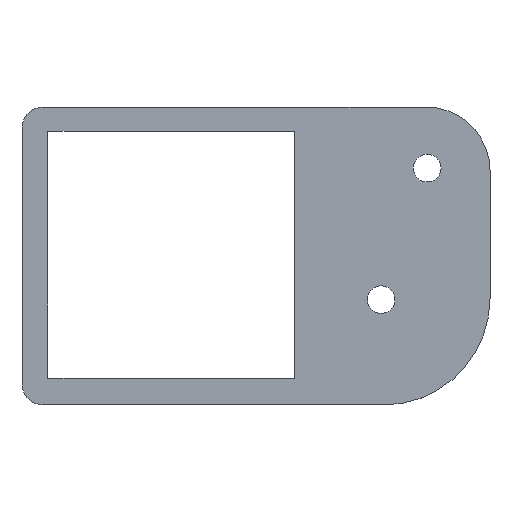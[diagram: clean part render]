
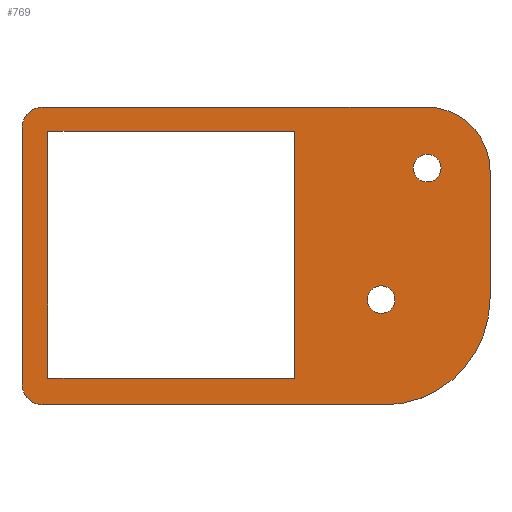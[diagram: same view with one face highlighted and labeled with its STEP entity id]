
A CAD part, top view. The second image highlights one B-rep face of the part: STEP entity #769.
In plain terms, the highlighted planar face has unit normal (0, 0, 1).
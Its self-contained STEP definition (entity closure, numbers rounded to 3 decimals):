
#241 = VERTEX_POINT('',#242);
#242 = CARTESIAN_POINT('',(55.,-10.,1.5));
#248 = EDGE_CURVE('',#241,#249,#251,.T.);
#249 = VERTEX_POINT('',#250);
#250 = CARTESIAN_POINT('',(55.,20.,1.5));
#251 = LINE('',#252,#253);
#252 = CARTESIAN_POINT('',(55.,-35.,1.5));
#253 = VECTOR('',#254,1.);
#254 = DIRECTION('',(0.,1.,0.));
#272 = VERTEX_POINT('',#273);
#273 = CARTESIAN_POINT('',(30.,-35.,1.5));
#279 = EDGE_CURVE('',#241,#272,#280,.T.);
#280 = CIRCLE('',#281,25.);
#281 = AXIS2_PLACEMENT_3D('',#282,#283,#284);
#282 = CARTESIAN_POINT('',(30.,-10.,1.5));
#283 = DIRECTION('',(-0.,-0.,-1.));
#284 = DIRECTION('',(0.,-1.,0.));
#297 = EDGE_CURVE('',#298,#249,#300,.T.);
#298 = VERTEX_POINT('',#299);
#299 = CARTESIAN_POINT('',(40.,35.,1.5));
#300 = CIRCLE('',#301,15.);
#301 = AXIS2_PLACEMENT_3D('',#302,#303,#304);
#302 = CARTESIAN_POINT('',(40.,20.,1.5));
#303 = DIRECTION('',(-0.,-0.,-1.));
#304 = DIRECTION('',(0.,-1.,0.));
#322 = VERTEX_POINT('',#323);
#323 = CARTESIAN_POINT('',(-50.,-35.,1.5));
#329 = EDGE_CURVE('',#322,#272,#330,.T.);
#330 = LINE('',#331,#332);
#331 = CARTESIAN_POINT('',(-55.,-35.,1.5));
#332 = VECTOR('',#333,1.);
#333 = DIRECTION('',(1.,0.,0.));
#346 = EDGE_CURVE('',#298,#347,#349,.T.);
#347 = VERTEX_POINT('',#348);
#348 = CARTESIAN_POINT('',(-50.,35.,1.5));
#349 = LINE('',#350,#351);
#350 = CARTESIAN_POINT('',(55.,35.,1.5));
#351 = VECTOR('',#352,1.);
#352 = DIRECTION('',(-1.,0.,0.));
#370 = EDGE_CURVE('',#371,#322,#373,.T.);
#371 = VERTEX_POINT('',#372);
#372 = CARTESIAN_POINT('',(-55.,-30.,1.5));
#373 = CIRCLE('',#374,5.);
#374 = AXIS2_PLACEMENT_3D('',#375,#376,#377);
#375 = CARTESIAN_POINT('',(-50.,-30.,1.5));
#376 = DIRECTION('',(-0.,0.,1.));
#377 = DIRECTION('',(0.,-1.,0.));
#395 = EDGE_CURVE('',#396,#347,#398,.T.);
#396 = VERTEX_POINT('',#397);
#397 = CARTESIAN_POINT('',(-55.,30.,1.5));
#398 = CIRCLE('',#399,5.);
#399 = AXIS2_PLACEMENT_3D('',#400,#401,#402);
#400 = CARTESIAN_POINT('',(-50.,30.,1.5));
#401 = DIRECTION('',(-0.,-0.,-1.));
#402 = DIRECTION('',(0.,-1.,0.));
#420 = EDGE_CURVE('',#396,#371,#421,.T.);
#421 = LINE('',#422,#423);
#422 = CARTESIAN_POINT('',(-55.,35.,1.5));
#423 = VECTOR('',#424,1.);
#424 = DIRECTION('',(0.,-1.,0.));
#627 = EDGE_CURVE('',#628,#628,#630,.T.);
#628 = VERTEX_POINT('',#629);
#629 = CARTESIAN_POINT('',(32.67,-10.26,1.5));
#630 = CIRCLE('',#631,3.25);
#631 = AXIS2_PLACEMENT_3D('',#632,#633,#634);
#632 = CARTESIAN_POINT('',(29.42,-10.26,1.5));
#633 = DIRECTION('',(0.,0.,1.));
#634 = DIRECTION('',(1.,0.,0.));
#652 = EDGE_CURVE('',#653,#655,#657,.T.);
#653 = VERTEX_POINT('',#654);
#654 = CARTESIAN_POINT('',(-48.9,29.27,1.5));
#655 = VERTEX_POINT('',#656);
#656 = CARTESIAN_POINT('',(-48.9,-28.73,1.5));
#657 = LINE('',#658,#659);
#658 = CARTESIAN_POINT('',(-48.9,29.27,1.5));
#659 = VECTOR('',#660,1.);
#660 = DIRECTION('',(0.,-1.,0.));
#683 = EDGE_CURVE('',#684,#653,#686,.T.);
#684 = VERTEX_POINT('',#685);
#685 = CARTESIAN_POINT('',(9.1,29.27,1.5));
#686 = LINE('',#687,#688);
#687 = CARTESIAN_POINT('',(9.1,29.27,1.5));
#688 = VECTOR('',#689,1.);
#689 = DIRECTION('',(-1.,0.,0.));
#707 = EDGE_CURVE('',#655,#708,#710,.T.);
#708 = VERTEX_POINT('',#709);
#709 = CARTESIAN_POINT('',(9.1,-28.73,1.5));
#710 = LINE('',#711,#712);
#711 = CARTESIAN_POINT('',(-48.9,-28.73,1.5));
#712 = VECTOR('',#713,1.);
#713 = DIRECTION('',(1.,0.,0.));
#731 = EDGE_CURVE('',#708,#684,#732,.T.);
#732 = LINE('',#733,#734);
#733 = CARTESIAN_POINT('',(9.1,-28.73,1.5));
#734 = VECTOR('',#735,1.);
#735 = DIRECTION('',(0.,1.,0.));
#748 = EDGE_CURVE('',#749,#749,#751,.T.);
#749 = VERTEX_POINT('',#750);
#750 = CARTESIAN_POINT('',(43.5,20.65,1.5));
#751 = CIRCLE('',#752,3.25);
#752 = AXIS2_PLACEMENT_3D('',#753,#754,#755);
#753 = CARTESIAN_POINT('',(40.25,20.65,1.5));
#754 = DIRECTION('',(0.,0.,1.));
#755 = DIRECTION('',(1.,0.,0.));
#769 = ADVANCED_FACE('',(#770,#780,#783,#789),#792,.T.);
#770 = FACE_BOUND('',#771,.T.);
#771 = EDGE_LOOP('',(#772,#773,#774,#775,#776,#777,#778,#779));
#772 = ORIENTED_EDGE('',*,*,#248,.T.);
#773 = ORIENTED_EDGE('',*,*,#297,.F.);
#774 = ORIENTED_EDGE('',*,*,#346,.T.);
#775 = ORIENTED_EDGE('',*,*,#395,.F.);
#776 = ORIENTED_EDGE('',*,*,#420,.T.);
#777 = ORIENTED_EDGE('',*,*,#370,.T.);
#778 = ORIENTED_EDGE('',*,*,#329,.T.);
#779 = ORIENTED_EDGE('',*,*,#279,.F.);
#780 = FACE_BOUND('',#781,.T.);
#781 = EDGE_LOOP('',(#782));
#782 = ORIENTED_EDGE('',*,*,#627,.F.);
#783 = FACE_BOUND('',#784,.T.);
#784 = EDGE_LOOP('',(#785,#786,#787,#788));
#785 = ORIENTED_EDGE('',*,*,#652,.F.);
#786 = ORIENTED_EDGE('',*,*,#683,.F.);
#787 = ORIENTED_EDGE('',*,*,#731,.F.);
#788 = ORIENTED_EDGE('',*,*,#707,.F.);
#789 = FACE_BOUND('',#790,.T.);
#790 = EDGE_LOOP('',(#791));
#791 = ORIENTED_EDGE('',*,*,#748,.F.);
#792 = PLANE('',#793);
#793 = AXIS2_PLACEMENT_3D('',#794,#795,#796);
#794 = CARTESIAN_POINT('',(0.,0.,1.5));
#795 = DIRECTION('',(0.,0.,1.));
#796 = DIRECTION('',(1.,0.,0.));
